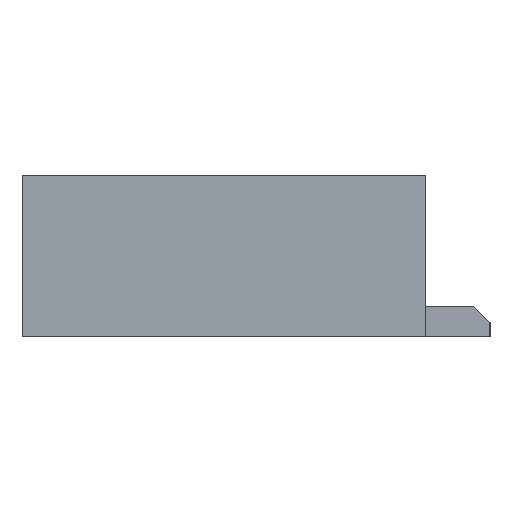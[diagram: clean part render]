
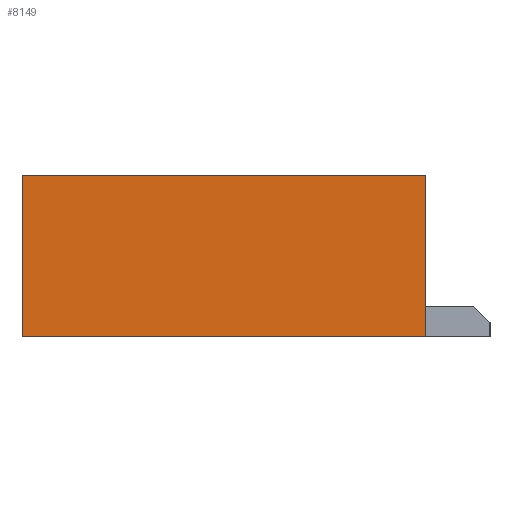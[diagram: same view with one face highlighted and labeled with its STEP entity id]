
A CAD part, left-side view. The second image highlights one B-rep face of the part: STEP entity #8149.
In plain terms, the highlighted free-form (B-spline) face has degree [1, 1] with [2, 2] control points.
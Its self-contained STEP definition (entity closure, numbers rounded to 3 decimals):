
#8114=(
BOUNDED_SURFACE()
B_SPLINE_SURFACE(1,1,((#8115,#8116),(#8117,#8118)),.UNSPECIFIED.,.F.,.F.,.F.)
B_SPLINE_SURFACE_WITH_KNOTS((2,2),(2,2),(0.000,1.000),(0.000,1.000),.UNSPECIFIED.)
GEOMETRIC_REPRESENTATION_ITEM()
RATIONAL_B_SPLINE_SURFACE(((1.,1.),(1.,1.)))
REPRESENTATION_ITEM('')
SURFACE()
);
#8115=CARTESIAN_POINT('',(-8.15,5.,0.));
#8116=CARTESIAN_POINT('',(-8.15,5.,2.));
#8117=CARTESIAN_POINT('',(-8.15,0.,0.));
#8118=CARTESIAN_POINT('',(-8.15,0.,2.));
#8119=CARTESIAN_POINT('',(-8.15,5.,2.));
#8120=VERTEX_POINT('',#8119);
#8121=(
BOUNDED_CURVE()
B_SPLINE_CURVE(1,(#8122,#8123),.UNSPECIFIED.,.F.,.F.)
B_SPLINE_CURVE_WITH_KNOTS((2,2),(0.000,1.000),.UNSPECIFIED.)
CURVE()
GEOMETRIC_REPRESENTATION_ITEM()
RATIONAL_B_SPLINE_CURVE((1.,1.))
REPRESENTATION_ITEM('')
);
#8122=CARTESIAN_POINT('',(-8.15,5.,2.));
#8123=CARTESIAN_POINT('',(-8.15,0.,2.));
#8124=CARTESIAN_POINT('',(-8.15,0.,2.));
#8125=VERTEX_POINT('',#8124);
#8126=EDGE_CURVE('',#8120,#8125,#8121,.T.);
#8127=ORIENTED_EDGE('',*,*,#8126,.T.);
#8128=(
BOUNDED_CURVE()
B_SPLINE_CURVE(1,(#8129,#8130),.UNSPECIFIED.,.F.,.F.)
B_SPLINE_CURVE_WITH_KNOTS((2,2),(0.000,1.000),.UNSPECIFIED.)
CURVE()
GEOMETRIC_REPRESENTATION_ITEM()
RATIONAL_B_SPLINE_CURVE((1.,1.))
REPRESENTATION_ITEM('')
);
#8129=CARTESIAN_POINT('',(-8.15,0.,2.));
#8130=CARTESIAN_POINT('',(-8.15,0.,0.));
#8131=CARTESIAN_POINT('',(-8.15,0.,0.));
#8132=VERTEX_POINT('',#8131);
#8133=EDGE_CURVE('',#8125,#8132,#8128,.T.);
#8134=ORIENTED_EDGE('',*,*,#8133,.T.);
#8135=(
BOUNDED_CURVE()
B_SPLINE_CURVE(1,(#8136,#8137),.UNSPECIFIED.,.F.,.F.)
B_SPLINE_CURVE_WITH_KNOTS((2,2),(0.000,1.000),.UNSPECIFIED.)
CURVE()
GEOMETRIC_REPRESENTATION_ITEM()
RATIONAL_B_SPLINE_CURVE((1.,1.))
REPRESENTATION_ITEM('')
);
#8136=CARTESIAN_POINT('',(-8.15,0.,0.));
#8137=CARTESIAN_POINT('',(-8.15,5.,0.));
#8138=CARTESIAN_POINT('',(-8.15,5.,0.));
#8139=VERTEX_POINT('',#8138);
#8140=EDGE_CURVE('',#8132,#8139,#8135,.T.);
#8141=ORIENTED_EDGE('',*,*,#8140,.T.);
#8142=(
BOUNDED_CURVE()
B_SPLINE_CURVE(1,(#8143,#8144),.UNSPECIFIED.,.F.,.F.)
B_SPLINE_CURVE_WITH_KNOTS((2,2),(0.000,1.000),.UNSPECIFIED.)
CURVE()
GEOMETRIC_REPRESENTATION_ITEM()
RATIONAL_B_SPLINE_CURVE((1.,1.))
REPRESENTATION_ITEM('')
);
#8143=CARTESIAN_POINT('',(-8.15,5.,0.));
#8144=CARTESIAN_POINT('',(-8.15,5.,2.));
#8145=EDGE_CURVE('',#8139,#8120,#8142,.T.);
#8146=ORIENTED_EDGE('',*,*,#8145,.T.);
#8147=EDGE_LOOP('',(#8127,#8134,#8141,#8146));
#8148=FACE_OUTER_BOUND('',#8147,.T.);
#8149=ADVANCED_FACE('',(#8148),#8114,.T.);
